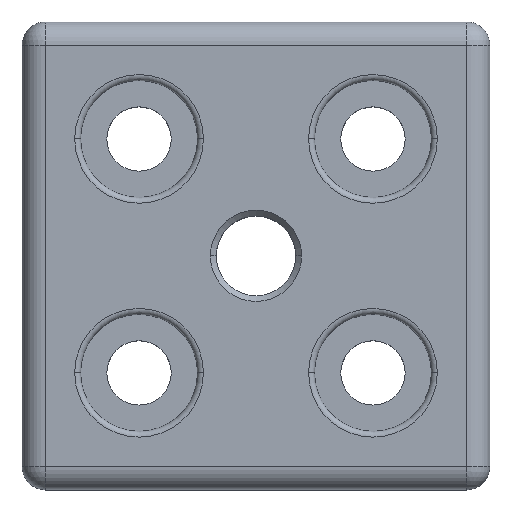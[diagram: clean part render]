
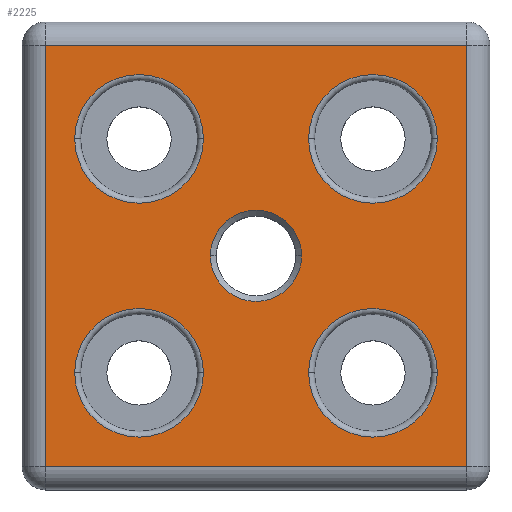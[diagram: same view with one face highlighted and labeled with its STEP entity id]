
A CAD part, top view. The second image highlights one B-rep face of the part: STEP entity #2225.
In plain terms, the highlighted planar face has unit normal (0, 0, 1).
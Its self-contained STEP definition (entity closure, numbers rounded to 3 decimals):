
#15=FACE_BOUND('',#565,.T.);
#16=FACE_BOUND('',#566,.T.);
#17=FACE_BOUND('',#567,.T.);
#18=FACE_BOUND('',#568,.T.);
#19=FACE_BOUND('',#569,.T.);
#37=PLANE('',#2494);
#133=LINE('',#3956,#234);
#134=LINE('',#3958,#235);
#135=LINE('',#3960,#236);
#136=LINE('',#3961,#237);
#234=VECTOR('',#3093,36.);
#235=VECTOR('',#3094,36.);
#236=VECTOR('',#3095,36.);
#237=VECTOR('',#3096,36.);
#408=FACE_OUTER_BOUND('',#564,.T.);
#564=EDGE_LOOP('',(#1642,#1643,#1644,#1645));
#565=EDGE_LOOP('',(#1646,#1647));
#566=EDGE_LOOP('',(#1648,#1649));
#567=EDGE_LOOP('',(#1650,#1651));
#568=EDGE_LOOP('',(#1652,#1653));
#569=EDGE_LOOP('',(#1654,#1655));
#718=CIRCLE('',#2368,5.5);
#722=CIRCLE('',#2373,5.5);
#726=CIRCLE('',#2378,5.5);
#730=CIRCLE('',#2383,5.5);
#735=CIRCLE('',#2389,3.9);
#809=CIRCLE('',#2495,5.5);
#810=CIRCLE('',#2496,5.5);
#811=CIRCLE('',#2497,5.5);
#812=CIRCLE('',#2498,5.5);
#813=CIRCLE('',#2499,3.9);
#960=VERTEX_POINT('',#3686);
#961=VERTEX_POINT('',#3687);
#964=VERTEX_POINT('',#3695);
#965=VERTEX_POINT('',#3696);
#968=VERTEX_POINT('',#3704);
#969=VERTEX_POINT('',#3705);
#972=VERTEX_POINT('',#3713);
#973=VERTEX_POINT('',#3714);
#978=VERTEX_POINT('',#3725);
#979=VERTEX_POINT('',#3727);
#1063=VERTEX_POINT('',#3954);
#1064=VERTEX_POINT('',#3955);
#1065=VERTEX_POINT('',#3957);
#1066=VERTEX_POINT('',#3959);
#1161=EDGE_CURVE('',#960,#961,#718,.T.);
#1165=EDGE_CURVE('',#964,#965,#722,.T.);
#1169=EDGE_CURVE('',#968,#969,#726,.T.);
#1173=EDGE_CURVE('',#972,#973,#730,.T.);
#1179=EDGE_CURVE('',#979,#978,#735,.T.);
#1290=EDGE_CURVE('',#1063,#1064,#133,.T.);
#1291=EDGE_CURVE('',#1064,#1065,#134,.T.);
#1292=EDGE_CURVE('',#1065,#1066,#135,.T.);
#1293=EDGE_CURVE('',#1066,#1063,#136,.T.);
#1294=EDGE_CURVE('',#973,#972,#809,.T.);
#1295=EDGE_CURVE('',#969,#968,#810,.T.);
#1296=EDGE_CURVE('',#965,#964,#811,.T.);
#1297=EDGE_CURVE('',#961,#960,#812,.T.);
#1298=EDGE_CURVE('',#978,#979,#813,.T.);
#1642=ORIENTED_EDGE('',*,*,#1290,.T.);
#1643=ORIENTED_EDGE('',*,*,#1291,.T.);
#1644=ORIENTED_EDGE('',*,*,#1292,.T.);
#1645=ORIENTED_EDGE('',*,*,#1293,.T.);
#1646=ORIENTED_EDGE('',*,*,#1294,.T.);
#1647=ORIENTED_EDGE('',*,*,#1173,.T.);
#1648=ORIENTED_EDGE('',*,*,#1295,.T.);
#1649=ORIENTED_EDGE('',*,*,#1169,.T.);
#1650=ORIENTED_EDGE('',*,*,#1296,.T.);
#1651=ORIENTED_EDGE('',*,*,#1165,.T.);
#1652=ORIENTED_EDGE('',*,*,#1297,.T.);
#1653=ORIENTED_EDGE('',*,*,#1161,.T.);
#1654=ORIENTED_EDGE('',*,*,#1179,.T.);
#1655=ORIENTED_EDGE('',*,*,#1298,.T.);
#2225=ADVANCED_FACE('',(#408,#15,#16,#17,#18,#19),#37,.T.);
#2368=AXIS2_PLACEMENT_3D('',#3688,#2801,#2802);
#2373=AXIS2_PLACEMENT_3D('',#3697,#2811,#2812);
#2378=AXIS2_PLACEMENT_3D('',#3706,#2821,#2822);
#2383=AXIS2_PLACEMENT_3D('',#3715,#2831,#2832);
#2389=AXIS2_PLACEMENT_3D('',#3728,#2844,#2845);
#2494=AXIS2_PLACEMENT_3D('',#3953,#3091,#3092);
#2495=AXIS2_PLACEMENT_3D('',#3962,#3097,#3098);
#2496=AXIS2_PLACEMENT_3D('',#3963,#3099,#3100);
#2497=AXIS2_PLACEMENT_3D('',#3964,#3101,#3102);
#2498=AXIS2_PLACEMENT_3D('',#3965,#3103,#3104);
#2499=AXIS2_PLACEMENT_3D('',#3966,#3105,#3106);
#2801=DIRECTION('center_axis',(0.,0.,-1.));
#2802=DIRECTION('ref_axis',(1.,0.,0.));
#2811=DIRECTION('center_axis',(0.,0.,-1.));
#2812=DIRECTION('ref_axis',(1.,0.,0.));
#2821=DIRECTION('center_axis',(0.,0.,-1.));
#2822=DIRECTION('ref_axis',(1.,0.,0.));
#2831=DIRECTION('center_axis',(0.,0.,-1.));
#2832=DIRECTION('ref_axis',(1.,0.,0.));
#2844=DIRECTION('center_axis',(0.,0.,-1.));
#2845=DIRECTION('ref_axis',(1.,0.,0.));
#3091=DIRECTION('center_axis',(0.,0.,1.));
#3092=DIRECTION('ref_axis',(1.,0.,0.));
#3093=DIRECTION('',(1.,0.,0.));
#3094=DIRECTION('',(0.,1.,0.));
#3095=DIRECTION('',(-1.,0.,0.));
#3096=DIRECTION('',(0.,-1.,0.));
#3097=DIRECTION('center_axis',(0.,0.,-1.));
#3098=DIRECTION('ref_axis',(1.,0.,0.));
#3099=DIRECTION('center_axis',(0.,0.,-1.));
#3100=DIRECTION('ref_axis',(1.,0.,0.));
#3101=DIRECTION('center_axis',(0.,0.,-1.));
#3102=DIRECTION('ref_axis',(1.,0.,0.));
#3103=DIRECTION('center_axis',(0.,0.,-1.));
#3104=DIRECTION('ref_axis',(1.,0.,0.));
#3105=DIRECTION('center_axis',(0.,0.,-1.));
#3106=DIRECTION('ref_axis',(1.,0.,0.));
#3686=CARTESIAN_POINT('',(-15.5,-10.,12.));
#3687=CARTESIAN_POINT('',(-4.5,-10.,12.));
#3688=CARTESIAN_POINT('Origin',(-10.,-10.,12.));
#3695=CARTESIAN_POINT('',(4.5,-10.,12.));
#3696=CARTESIAN_POINT('',(15.5,-10.,12.));
#3697=CARTESIAN_POINT('Origin',(10.,-10.,12.));
#3704=CARTESIAN_POINT('',(4.5,10.,12.));
#3705=CARTESIAN_POINT('',(15.5,10.,12.));
#3706=CARTESIAN_POINT('Origin',(10.,10.,12.));
#3713=CARTESIAN_POINT('',(-15.5,10.,12.));
#3714=CARTESIAN_POINT('',(-4.5,10.,12.));
#3715=CARTESIAN_POINT('Origin',(-10.,10.,12.));
#3725=CARTESIAN_POINT('',(-3.9,0.,12.));
#3727=CARTESIAN_POINT('',(3.9,0.,12.));
#3728=CARTESIAN_POINT('Origin',(0.,0.,12.));
#3953=CARTESIAN_POINT('Origin',(-20.,20.,12.));
#3954=CARTESIAN_POINT('',(-18.,-18.,12.));
#3955=CARTESIAN_POINT('',(18.,-18.,12.));
#3956=CARTESIAN_POINT('',(18.,-18.,12.));
#3957=CARTESIAN_POINT('',(18.,18.,12.));
#3958=CARTESIAN_POINT('',(18.,18.,12.));
#3959=CARTESIAN_POINT('',(-18.,18.,12.));
#3960=CARTESIAN_POINT('',(-18.,18.,12.));
#3961=CARTESIAN_POINT('',(-18.,-18.,12.));
#3962=CARTESIAN_POINT('Origin',(-10.,10.,12.));
#3963=CARTESIAN_POINT('Origin',(10.,10.,12.));
#3964=CARTESIAN_POINT('Origin',(10.,-10.,12.));
#3965=CARTESIAN_POINT('Origin',(-10.,-10.,12.));
#3966=CARTESIAN_POINT('Origin',(0.,0.,12.));
